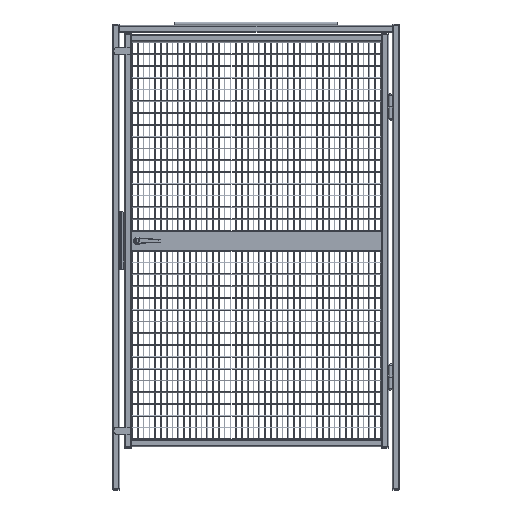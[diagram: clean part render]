
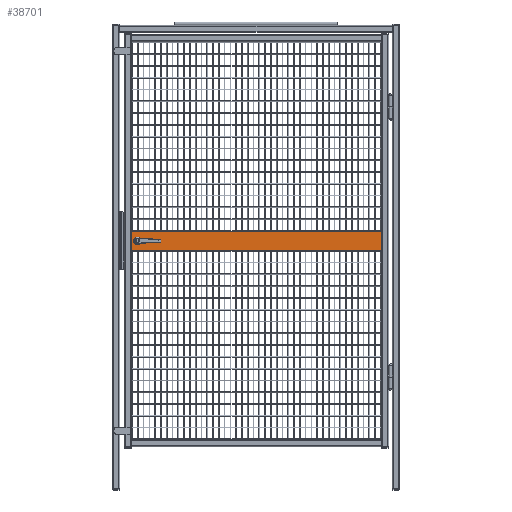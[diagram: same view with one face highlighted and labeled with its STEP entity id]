
A CAD part, top view. The second image highlights one B-rep face of the part: STEP entity #38701.
In plain terms, the highlighted planar face has unit normal (0, 0, 1).
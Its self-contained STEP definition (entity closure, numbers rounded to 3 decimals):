
#319 = DIRECTION ( 'NONE',  ( -1., 0., 0. ) ) ;
#1604 = DIRECTION ( 'NONE',  ( 0., -1., 0. ) ) ;
#1606 = ORIENTED_EDGE ( 'NONE', *, *, #5591, .F. ) ;
#1949 = ORIENTED_EDGE ( 'NONE', *, *, #26141, .F. ) ;
#2669 = CARTESIAN_POINT ( 'NONE',  ( -99997.5, 1110., 3. ) ) ;
#3773 = ORIENTED_EDGE ( 'NONE', *, *, #57316, .F. ) ;
#4069 = VECTOR ( 'NONE', #42192, 1000. ) ;
#4378 = CARTESIAN_POINT ( 'NONE',  ( -99997.5, 1030., 3. ) ) ;
#5483 = PLANE ( 'NONE',  #59343 ) ;
#5591 = EDGE_CURVE ( 'NONE', #62786, #12995, #6731, .T. ) ;
#6299 = VECTOR ( 'NONE', #319, 1000. ) ;
#6351 = ORIENTED_EDGE ( 'NONE', *, *, #28461, .F. ) ;
#6731 = LINE ( 'NONE', #44717, #45741 ) ;
#9488 = FACE_BOUND ( 'NONE', #43464, .T. ) ;
#9505 = VERTEX_POINT ( 'NONE', #32252 ) ;
#11283 = EDGE_LOOP ( 'NONE', ( #1949, #1606, #20431, #27674 ) ) ;
#11294 = VECTOR ( 'NONE', #36008, 1000. ) ;
#12995 = VERTEX_POINT ( 'NONE', #36551 ) ;
#14304 = LINE ( 'NONE', #19724, #24483 ) ;
#14734 = VECTOR ( 'NONE', #21256, 1000. ) ;
#14987 = LINE ( 'NONE', #69716, #4069 ) ;
#19023 = DIRECTION ( 'NONE',  ( -1., 0., 0. ) ) ;
#19724 = CARTESIAN_POINT ( 'NONE',  ( -99997.5, 1030., 3. ) ) ;
#20431 = ORIENTED_EDGE ( 'NONE', *, *, #50522, .F. ) ;
#21090 = LINE ( 'NONE', #64654, #63796 ) ;
#21256 = DIRECTION ( 'NONE',  ( 0., -1., 0. ) ) ;
#24483 = VECTOR ( 'NONE', #19023, 1000. ) ;
#26141 = EDGE_CURVE ( 'NONE', #12995, #56776, #14304, .T. ) ;
#27163 = DIRECTION ( 'NONE',  ( 0., -1., 0. ) ) ;
#27432 = LINE ( 'NONE', #56013, #14734 ) ;
#27674 = ORIENTED_EDGE ( 'NONE', *, *, #61440, .F. ) ;
#28189 = LINE ( 'NONE', #28919, #6299 ) ;
#28461 = EDGE_CURVE ( 'NONE', #9505, #51287, #14987, .T. ) ;
#28919 = CARTESIAN_POINT ( 'NONE',  ( -99997.5, 1080.5, 3. ) ) ;
#30181 = LINE ( 'NONE', #30560, #30422 ) ;
#30219 = LINE ( 'NONE', #2669, #11294 ) ;
#30422 = VECTOR ( 'NONE', #63517, 1000. ) ;
#30560 = CARTESIAN_POINT ( 'NONE',  ( -499.5, 1030., 3. ) ) ;
#32252 = CARTESIAN_POINT ( 'NONE',  ( -520.5, 1059.5, 3. ) ) ;
#33193 = EDGE_CURVE ( 'NONE', #67991, #9505, #27432, .T. ) ;
#36008 = DIRECTION ( 'NONE',  ( 1., 0., 0. ) ) ;
#36551 = CARTESIAN_POINT ( 'NONE',  ( 540., 1030., 3. ) ) ;
#37090 = DIRECTION ( 'NONE',  ( 0., 1., 0. ) ) ;
#38701 = ADVANCED_FACE ( 'NONE', ( #54336, #9488 ), #5483, .F. ) ;
#42192 = DIRECTION ( 'NONE',  ( 1., 0., 0. ) ) ;
#42500 = VERTEX_POINT ( 'NONE', #63428 ) ;
#43464 = EDGE_LOOP ( 'NONE', ( #58086, #3773, #6351, #48442 ) ) ;
#44717 = CARTESIAN_POINT ( 'NONE',  ( 540., 1030., 3. ) ) ;
#45741 = VECTOR ( 'NONE', #1604, 1000. ) ;
#48205 = DIRECTION ( 'NONE',  ( 0., 0., -1. ) ) ;
#48442 = ORIENTED_EDGE ( 'NONE', *, *, #33193, .F. ) ;
#50522 = EDGE_CURVE ( 'NONE', #65149, #62786, #30219, .T. ) ;
#51287 = VERTEX_POINT ( 'NONE', #66946 ) ;
#52774 = CARTESIAN_POINT ( 'NONE',  ( -535., 1030., 3. ) ) ;
#53565 = EDGE_CURVE ( 'NONE', #42500, #67991, #28189, .T. ) ;
#54336 = FACE_OUTER_BOUND ( 'NONE', #11283, .T. ) ;
#55377 = CARTESIAN_POINT ( 'NONE',  ( -535., 1110., 3. ) ) ;
#56013 = CARTESIAN_POINT ( 'NONE',  ( -520.5, 1030., 3. ) ) ;
#56776 = VERTEX_POINT ( 'NONE', #52774 ) ;
#57316 = EDGE_CURVE ( 'NONE', #51287, #42500, #30181, .T. ) ;
#58086 = ORIENTED_EDGE ( 'NONE', *, *, #53565, .F. ) ;
#58577 = CARTESIAN_POINT ( 'NONE',  ( -520.5, 1080.5, 3. ) ) ;
#59343 = AXIS2_PLACEMENT_3D ( 'NONE', #4378, #48205, #27163 ) ;
#60380 = CARTESIAN_POINT ( 'NONE',  ( 540., 1110., 3. ) ) ;
#61440 = EDGE_CURVE ( 'NONE', #56776, #65149, #21090, .T. ) ;
#62786 = VERTEX_POINT ( 'NONE', #60380 ) ;
#63428 = CARTESIAN_POINT ( 'NONE',  ( -499.5, 1080.5, 3. ) ) ;
#63517 = DIRECTION ( 'NONE',  ( 0., 1., 0. ) ) ;
#63796 = VECTOR ( 'NONE', #37090, 1000. ) ;
#64654 = CARTESIAN_POINT ( 'NONE',  ( -535., 1030., 3. ) ) ;
#65149 = VERTEX_POINT ( 'NONE', #55377 ) ;
#66946 = CARTESIAN_POINT ( 'NONE',  ( -499.5, 1059.5, 3. ) ) ;
#67991 = VERTEX_POINT ( 'NONE', #58577 ) ;
#69716 = CARTESIAN_POINT ( 'NONE',  ( -99997.5, 1059.5, 3. ) ) ;
